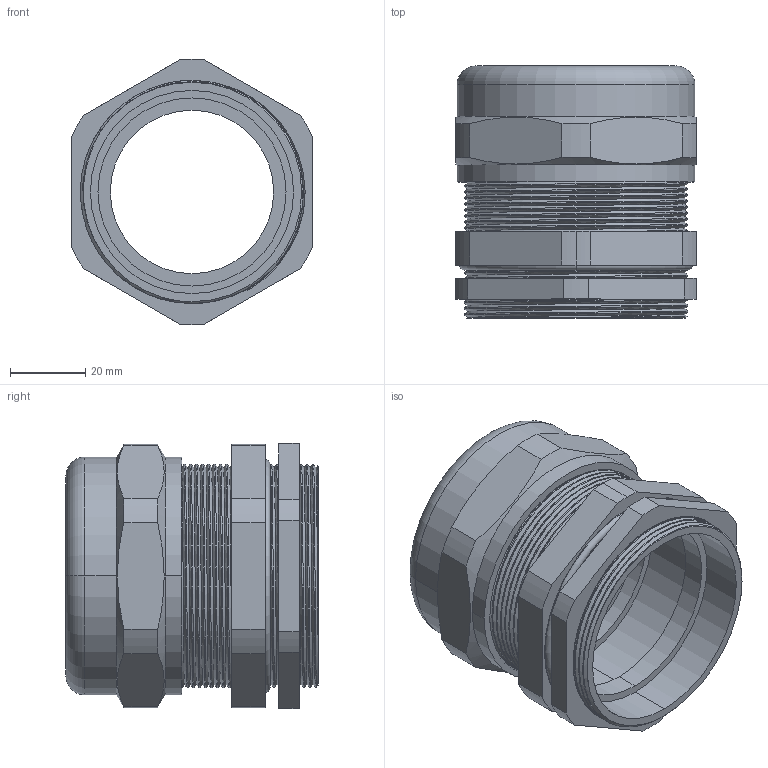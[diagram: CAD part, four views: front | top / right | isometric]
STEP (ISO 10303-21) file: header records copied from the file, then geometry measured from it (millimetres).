
FILE_DESCRIPTION (( 'STEP AP203' ), '1' );
FILE_NAME ('BSBCX-10.step', '2016-02-11T13:30:07', ( '' ), ( '' ), 'SwSTEP 2.0', 'SolidWorks 2015', '' );
FILE_SCHEMA (( 'CONFIG_CONTROL_DESIGN' ));
Length unit declared in the file: millimetre
Products named in the file (1): BSBCX-10
Bounding box: 64 x 67 x 70.48 mm (x, y, z)
Volume: 76820.7 mm3; surface area: 62892.1 mm2
Topology: 6 solids, 6 shells, 268 faces, 738 edges, 487 vertices
Faces by surface type: plane 137, cylinder 102, torus 12, cone 9, bspline 8
Entity records: 12767 total; most frequent: CARTESIAN_POINT 6078, ORIENTED_EDGE 1476, DIRECTION 1336, EDGE_CURVE 738, AXIS2_PLACEMENT_3D 491, VERTEX_POINT 487, VECTOR 354, LINE 354
